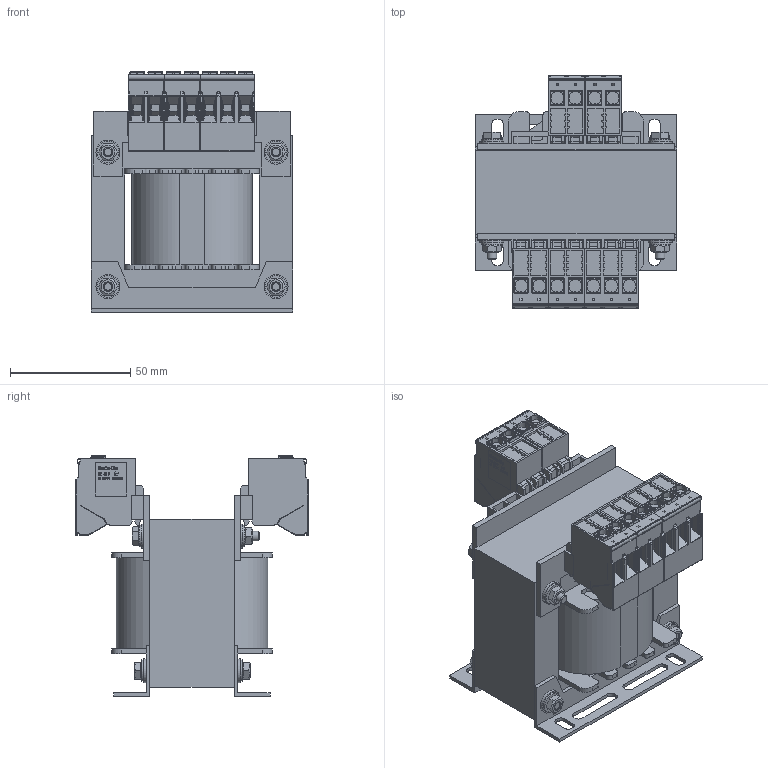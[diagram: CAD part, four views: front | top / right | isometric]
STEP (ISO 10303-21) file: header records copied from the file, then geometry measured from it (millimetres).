
FILE_DESCRIPTION(/* description */ (''),/* implementation_level */ '2;1');
FILE_NAME(/* name */ 'TSC50632200.stp',/* time_stamp */ '2023-09-12T10:09:59+02:00',/* author */ ('velazquez'),/* organization */ (''),/* preprocessor_version */ 'ST-DEVELOPER v19.2',/* originating_system */ 'Autodesk Inventor 2023',/* authorisation */ '');
FILE_SCHEMA (('AUTOMOTIVE_DESIGN { 1 0 10303 214 3 1 1 }'));
Products named in the file (13): TSC50632200; EI84 x 70 - 35 (RC28); AF28DIN; EI84; centrador M4; DIN 933 - M4  x 45; DIN 933 - M4  x 50; DIN 125 - A 4,3; DIN 934 - M4; EI 84 X 70 - 35; 1226_TKS_4_2_F; 1227_TKS_4_3_F NARANJA; 1226_TKS_4_2_F NARANJA
Assembly tree (35 placements, depth 2):
  TSC50632200
    EI84 x 70 - 35 (RC28)
    AF28DIN  x2
    EI84  x2
    centrador M4  x8
    DIN 933 - M4  x 45  x2
    DIN 933 - M4  x 50  x2
    DIN 125 - A 4,3  x8
    DIN 934 - M4  x4
    EI 84 X 70 - 35
    1226_TKS_4_2_F  x2
    1227_TKS_4_3_F NARANJA
    1226_TKS_4_2_F NARANJA  x2
Bounding box: 84 x 96.9 x 100.2 mm (x, y, z)
Volume: 305276.4 mm3; surface area: 110885.2 mm2
Topology: 35 solids, 35 shells, 9166 faces, 25591 edges, 16662 vertices
Faces by surface type: plane 7472, cylinder 1135, bspline 287, torus 212, cone 48, sphere 12
Full cylindrical faces by diameter (mm): 3.242 x4, 3.621 x4, 4 x16, 4.3 x8, 4.5 x4, 4.9 x8, 5.9 x4, 9 x8, 10 x8
Entity records: 190521 total; most frequent: CARTESIAN_POINT 39493, ORIENTED_EDGE 31456, DIRECTION 28215, EDGE_CURVE 15728, LINE 13755, VECTOR 13755, VERTEX_POINT 10244, AXIS2_PLACEMENT_3D 7230
